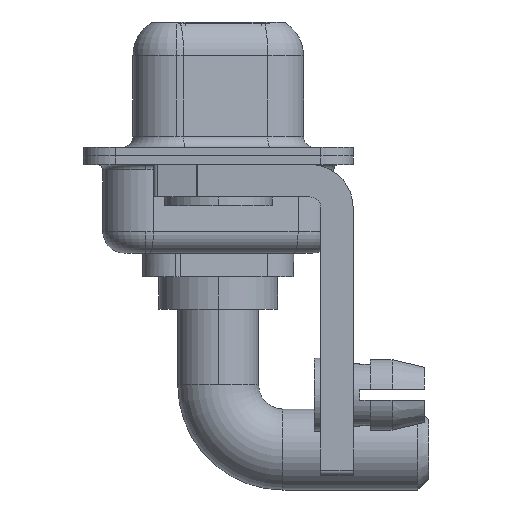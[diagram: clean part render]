
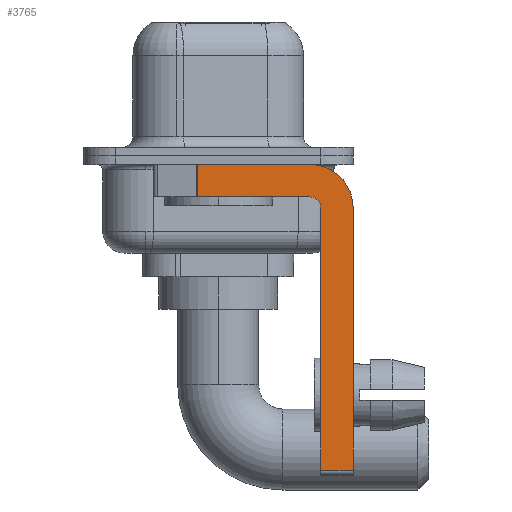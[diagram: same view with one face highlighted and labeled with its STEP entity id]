
A CAD part, left-side view. The second image highlights one B-rep face of the part: STEP entity #3765.
In plain terms, the highlighted planar face has unit normal (-1, 0, 0).
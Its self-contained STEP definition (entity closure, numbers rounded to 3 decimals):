
#63 = DIRECTION ( 'NONE',  ( 0., 1., 0. ) ) ;
#609 = EDGE_CURVE ( 'NONE', #14717, #11231, #14600, .T. ) ;
#1002 = VECTOR ( 'NONE', #1556, 1000. ) ;
#1062 = VERTEX_POINT ( 'NONE', #4664 ) ;
#1137 = ORIENTED_EDGE ( 'NONE', *, *, #609, .F. ) ;
#1294 = CARTESIAN_POINT ( 'NONE',  ( -2.9, 0.978, -0.4 ) ) ;
#1415 = CARTESIAN_POINT ( 'NONE',  ( -2.9, -4.25, -2.4 ) ) ;
#1556 = DIRECTION ( 'NONE',  ( 0., 0., -1. ) ) ;
#1707 = DIRECTION ( 'NONE',  ( -1., 0., 0. ) ) ;
#2521 = CARTESIAN_POINT ( 'NONE',  ( -2.9, -4.25, -1.9 ) ) ;
#2674 = LINE ( 'NONE', #14011, #1002 ) ;
#2724 = EDGE_LOOP ( 'NONE', ( #10508, #9510, #11460, #13189, #4090, #14189, #1137, #12937 ) ) ;
#3143 = CARTESIAN_POINT ( 'NONE',  ( -2.9, 0.978, -1.9 ) ) ;
#3172 = CIRCLE ( 'NONE', #10800, 2. ) ;
#3765 = ADVANCED_FACE ( 'NONE', ( #6672 ), #14666, .F. ) ;
#3842 = EDGE_CURVE ( 'NONE', #12384, #4610, #12660, .T. ) ;
#3938 = VECTOR ( 'NONE', #4389, 1000. ) ;
#3942 = EDGE_CURVE ( 'NONE', #13950, #11231, #11410, .T. ) ;
#4055 = DIRECTION ( 'NONE',  ( 0., 0., -1. ) ) ;
#4090 = ORIENTED_EDGE ( 'NONE', *, *, #9822, .F. ) ;
#4268 = VERTEX_POINT ( 'NONE', #1294 ) ;
#4389 = DIRECTION ( 'NONE',  ( 0., 0., -1. ) ) ;
#4610 = VERTEX_POINT ( 'NONE', #3143 ) ;
#4664 = CARTESIAN_POINT ( 'NONE',  ( -2.9, -4.25, -0.4 ) ) ;
#4738 = VECTOR ( 'NONE', #12594, 1000. ) ;
#4907 = VECTOR ( 'NONE', #5100, 1000. ) ;
#5100 = DIRECTION ( 'NONE',  ( 0., 0., 1. ) ) ;
#5262 = VECTOR ( 'NONE', #14124, 1000. ) ;
#5291 = VERTEX_POINT ( 'NONE', #9447 ) ;
#5366 = EDGE_CURVE ( 'NONE', #4268, #4610, #2674, .T. ) ;
#5918 = AXIS2_PLACEMENT_3D ( 'NONE', #14233, #1707, #9745 ) ;
#6274 = CARTESIAN_POINT ( 'NONE',  ( -2.9, -4.75, -14.8 ) ) ;
#6672 = FACE_OUTER_BOUND ( 'NONE', #2724, .T. ) ;
#6708 = EDGE_CURVE ( 'NONE', #4268, #1062, #9486, .T. ) ;
#7103 = VECTOR ( 'NONE', #63, 1000. ) ;
#7553 = CARTESIAN_POINT ( 'NONE',  ( -2.9, -4.75, -14.55 ) ) ;
#7981 = EDGE_CURVE ( 'NONE', #1062, #14717, #3172, .T. ) ;
#8005 = CARTESIAN_POINT ( 'NONE',  ( -2.9, -4.25, -2.4 ) ) ;
#8019 = CARTESIAN_POINT ( 'NONE',  ( -2.9, -4.25, -14.55 ) ) ;
#9058 = DIRECTION ( 'NONE',  ( 1., 0., 0. ) ) ;
#9128 = DIRECTION ( 'NONE',  ( 0., 0., -1. ) ) ;
#9355 = CARTESIAN_POINT ( 'NONE',  ( -2.9, -4.25, -1.9 ) ) ;
#9447 = CARTESIAN_POINT ( 'NONE',  ( -2.9, -4.75, -2.4 ) ) ;
#9486 = LINE ( 'NONE', #11892, #5262 ) ;
#9510 = ORIENTED_EDGE ( 'NONE', *, *, #5366, .T. ) ;
#9745 = DIRECTION ( 'NONE',  ( 0., 0., 1. ) ) ;
#9822 = EDGE_CURVE ( 'NONE', #13950, #5291, #13316, .T. ) ;
#10466 = CIRCLE ( 'NONE', #5918, 0.5 ) ;
#10508 = ORIENTED_EDGE ( 'NONE', *, *, #6708, .F. ) ;
#10800 = AXIS2_PLACEMENT_3D ( 'NONE', #1415, #12886, #4055 ) ;
#10928 = AXIS2_PLACEMENT_3D ( 'NONE', #8005, #9058, #9128 ) ;
#11231 = VERTEX_POINT ( 'NONE', #12840 ) ;
#11410 = LINE ( 'NONE', #8019, #4738 ) ;
#11460 = ORIENTED_EDGE ( 'NONE', *, *, #3842, .F. ) ;
#11659 = CARTESIAN_POINT ( 'NONE',  ( -2.9, -6.25, -2.4 ) ) ;
#11848 = EDGE_CURVE ( 'NONE', #5291, #12384, #10466, .T. ) ;
#11892 = CARTESIAN_POINT ( 'NONE',  ( -2.9, 3., -0.4 ) ) ;
#12384 = VERTEX_POINT ( 'NONE', #9355 ) ;
#12594 = DIRECTION ( 'NONE',  ( 0., -1., 0. ) ) ;
#12660 = LINE ( 'NONE', #2521, #7103 ) ;
#12840 = CARTESIAN_POINT ( 'NONE',  ( -2.9, -6.25, -14.55 ) ) ;
#12886 = DIRECTION ( 'NONE',  ( 1., 0., 0. ) ) ;
#12937 = ORIENTED_EDGE ( 'NONE', *, *, #7981, .F. ) ;
#13189 = ORIENTED_EDGE ( 'NONE', *, *, #11848, .F. ) ;
#13316 = LINE ( 'NONE', #6274, #4907 ) ;
#13634 = CARTESIAN_POINT ( 'NONE',  ( -2.9, -6.25, -2.4 ) ) ;
#13950 = VERTEX_POINT ( 'NONE', #7553 ) ;
#14011 = CARTESIAN_POINT ( 'NONE',  ( -2.9, 0.978, -1.9 ) ) ;
#14124 = DIRECTION ( 'NONE',  ( 0., -1., 0. ) ) ;
#14189 = ORIENTED_EDGE ( 'NONE', *, *, #3942, .T. ) ;
#14233 = CARTESIAN_POINT ( 'NONE',  ( -2.9, -4.25, -2.4 ) ) ;
#14600 = LINE ( 'NONE', #13634, #3938 ) ;
#14666 = PLANE ( 'NONE',  #10928 ) ;
#14717 = VERTEX_POINT ( 'NONE', #11659 ) ;
